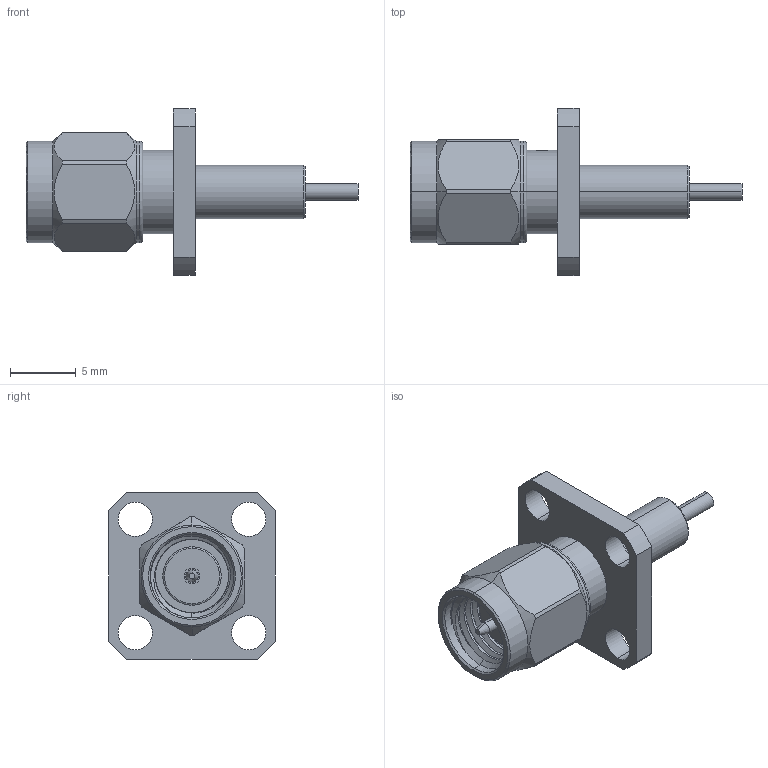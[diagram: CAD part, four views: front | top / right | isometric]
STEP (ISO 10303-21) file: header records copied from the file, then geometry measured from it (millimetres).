
FILE_DESCRIPTION (( 'STEP AP203' ), '1' );
FILE_NAME ('PE4126.step', '2018-11-13T21:37:19', ( '' ), ( '' ), 'SwSTEP 2.0', 'SolidWorks 2017', '' );
FILE_SCHEMA (( 'CONFIG_CONTROL_DESIGN' ));
Length unit declared in the file: inch
Products named in the file (1): PE4126
Bounding box: 25.27 x 12.7 x 12.7 mm (x, y, z)
Volume: 763.8 mm3; surface area: 1059.8 mm2
Topology: 1 solids, 1 shells, 97 faces, 235 edges, 150 vertices
Faces by surface type: cylinder 53, plane 22, cone 15, bspline 5, torus 2
Entity records: 4971 total; most frequent: CARTESIAN_POINT 2654, ORIENTED_EDGE 470, DIRECTION 467, EDGE_CURVE 235, AXIS2_PLACEMENT_3D 191, VERTEX_POINT 150, EDGE_LOOP 115, CIRCLE 98
